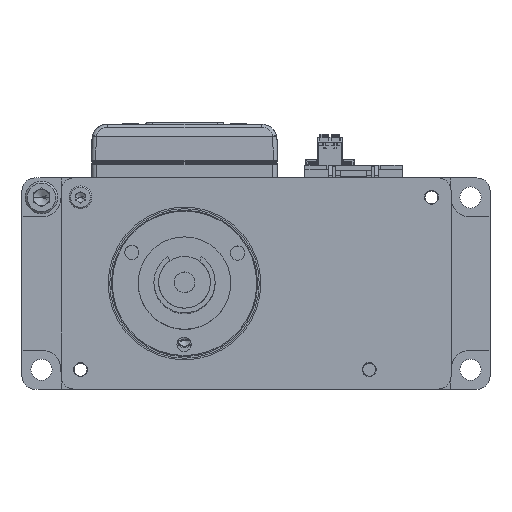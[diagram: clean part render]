
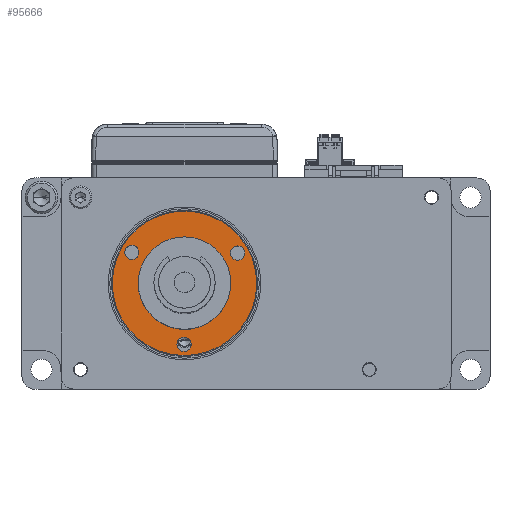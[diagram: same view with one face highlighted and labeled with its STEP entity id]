
A CAD part, top view. The second image highlights one B-rep face of the part: STEP entity #95666.
In plain terms, the highlighted face is planar.
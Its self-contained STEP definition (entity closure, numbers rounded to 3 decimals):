
#328 = AXIS2_PLACEMENT_3D ( 'NONE', #64324, #84440, #128062 ) ;
#1382 = CARTESIAN_POINT ( 'NONE',  ( -22.225, 0., 66.04 ) ) ;
#2013 = CIRCLE ( 'NONE', #86705, 2.197 ) ;
#4791 = ORIENTED_EDGE ( 'NONE', *, *, #76583, .T. ) ;
#5441 = CIRCLE ( 'NONE', #80900, 2.197 ) ;
#7133 = VERTEX_POINT ( 'NONE', #13132 ) ;
#7749 = DIRECTION ( 'NONE',  ( 0., 0., 1. ) ) ;
#8813 = EDGE_CURVE ( 'NONE', #118844, #7133, #106375, .T. ) ;
#9281 = ORIENTED_EDGE ( 'NONE', *, *, #20082, .F. ) ;
#12399 = DIRECTION ( 'NONE',  ( 0., 0., 1. ) ) ;
#13132 = CARTESIAN_POINT ( 'NONE',  ( -14.224, 0., 66.04 ) ) ;
#15182 = EDGE_CURVE ( 'NONE', #118610, #105690, #5441, .T. ) ;
#18157 = CIRCLE ( 'NONE', #132517, 2.197 ) ;
#18172 = CARTESIAN_POINT ( 'NONE',  ( 16.278, 9.398, 66.04 ) ) ;
#19687 = AXIS2_PLACEMENT_3D ( 'NONE', #70187, #80252, #58057 ) ;
#20082 = EDGE_CURVE ( 'NONE', #7133, #118844, #76827, .T. ) ;
#23291 = ORIENTED_EDGE ( 'NONE', *, *, #128509, .T. ) ;
#23734 = CARTESIAN_POINT ( 'NONE',  ( -14.081, 9.398, 66.04 ) ) ;
#25243 = ORIENTED_EDGE ( 'NONE', *, *, #15182, .T. ) ;
#25939 = CARTESIAN_POINT ( 'NONE',  ( 0., -18.796, 66.04 ) ) ;
#26092 = VERTEX_POINT ( 'NONE', #73980 ) ;
#28183 = DIRECTION ( 'NONE',  ( 0., 0., -1. ) ) ;
#28860 = DIRECTION ( 'NONE',  ( 0., 0., -1. ) ) ;
#30562 = FACE_BOUND ( 'NONE', #138141, .T. ) ;
#30887 = AXIS2_PLACEMENT_3D ( 'NONE', #129119, #28183, #61901 ) ;
#33603 = CARTESIAN_POINT ( 'NONE',  ( 0., -18.796, 66.04 ) ) ;
#34291 = EDGE_LOOP ( 'NONE', ( #76498, #9281 ) ) ;
#36032 = CARTESIAN_POINT ( 'NONE',  ( -2.197, -18.796, 66.04 ) ) ;
#43023 = VERTEX_POINT ( 'NONE', #48658 ) ;
#45060 = DIRECTION ( 'NONE',  ( 0., 0., 1. ) ) ;
#48658 = CARTESIAN_POINT ( 'NONE',  ( 14.081, 9.398, 66.04 ) ) ;
#50663 = CARTESIAN_POINT ( 'NONE',  ( 0., 0., 66.04 ) ) ;
#53262 = CIRCLE ( 'NONE', #62500, 22.225 ) ;
#54685 = DIRECTION ( 'NONE',  ( -1., 0., 0. ) ) ;
#56285 = EDGE_CURVE ( 'NONE', #92216, #43023, #137462, .T. ) ;
#57497 = DIRECTION ( 'NONE',  ( 0., 0., 1. ) ) ;
#58057 = DIRECTION ( 'NONE',  ( 1., 0., 0. ) ) ;
#61853 = DIRECTION ( 'NONE',  ( -1., 0., 0. ) ) ;
#61901 = DIRECTION ( 'NONE',  ( 1., 0., 0. ) ) ;
#62500 = AXIS2_PLACEMENT_3D ( 'NONE', #87441, #28860, #72576 ) ;
#63833 = ORIENTED_EDGE ( 'NONE', *, *, #69237, .T. ) ;
#64324 = CARTESIAN_POINT ( 'NONE',  ( 0., 0., 66.04 ) ) ;
#67919 = ORIENTED_EDGE ( 'NONE', *, *, #116731, .T. ) ;
#69237 = EDGE_CURVE ( 'NONE', #123301, #95498, #132931, .T. ) ;
#69514 = CIRCLE ( 'NONE', #117549, 2.197 ) ;
#70187 = CARTESIAN_POINT ( 'NONE',  ( 0., 0., 66.04 ) ) ;
#72167 = DIRECTION ( 'NONE',  ( 0., -1., 0. ) ) ;
#72576 = DIRECTION ( 'NONE',  ( -1., 0., 0. ) ) ;
#73980 = CARTESIAN_POINT ( 'NONE',  ( 2.197, -18.796, 66.04 ) ) ;
#74034 = DIRECTION ( 'NONE',  ( 0., 0., 1. ) ) ;
#76498 = ORIENTED_EDGE ( 'NONE', *, *, #8813, .F. ) ;
#76583 = EDGE_CURVE ( 'NONE', #84845, #26092, #2013, .T. ) ;
#76827 = CIRCLE ( 'NONE', #19687, 14.224 ) ;
#77041 = CIRCLE ( 'NONE', #134228, 2.197 ) ;
#77067 = ORIENTED_EDGE ( 'NONE', *, *, #56285, .T. ) ;
#80252 = DIRECTION ( 'NONE',  ( 0., 0., -1. ) ) ;
#80900 = AXIS2_PLACEMENT_3D ( 'NONE', #82961, #7749, #82272 ) ;
#82272 = DIRECTION ( 'NONE',  ( -1., 0., 0. ) ) ;
#82961 = CARTESIAN_POINT ( 'NONE',  ( -16.278, 9.398, 66.04 ) ) ;
#84440 = DIRECTION ( 'NONE',  ( 0., 0., -1. ) ) ;
#84845 = VERTEX_POINT ( 'NONE', #36032 ) ;
#86705 = AXIS2_PLACEMENT_3D ( 'NONE', #33603, #45060, #98818 ) ;
#87441 = CARTESIAN_POINT ( 'NONE',  ( 0., 0., 66.04 ) ) ;
#90280 = ORIENTED_EDGE ( 'NONE', *, *, #135035, .T. ) ;
#90911 = ORIENTED_EDGE ( 'NONE', *, *, #107481, .T. ) ;
#91924 = CARTESIAN_POINT ( 'NONE',  ( 14.224, 0., 66.04 ) ) ;
#92216 = VERTEX_POINT ( 'NONE', #114804 ) ;
#92323 = EDGE_LOOP ( 'NONE', ( #23291, #63833 ) ) ;
#94886 = CARTESIAN_POINT ( 'NONE',  ( -18.475, 9.398, 66.04 ) ) ;
#95498 = VERTEX_POINT ( 'NONE', #1382 ) ;
#95666 = ADVANCED_FACE ( 'NONE', ( #105829, #30562, #106529, #117957, #127296 ), #115142, .T. ) ;
#98299 = AXIS2_PLACEMENT_3D ( 'NONE', #50663, #126592, #72167 ) ;
#98599 = AXIS2_PLACEMENT_3D ( 'NONE', #18172, #137003, #61853 ) ;
#98818 = DIRECTION ( 'NONE',  ( -1., 0., 0. ) ) ;
#101864 = DIRECTION ( 'NONE',  ( -1., 0., 0. ) ) ;
#103352 = CARTESIAN_POINT ( 'NONE',  ( 22.225, 0., 66.04 ) ) ;
#104684 = EDGE_LOOP ( 'NONE', ( #4791, #90280 ) ) ;
#105690 = VERTEX_POINT ( 'NONE', #23734 ) ;
#105829 = FACE_BOUND ( 'NONE', #34291, .T. ) ;
#106375 = CIRCLE ( 'NONE', #30887, 14.224 ) ;
#106529 = FACE_BOUND ( 'NONE', #111921, .T. ) ;
#107481 = EDGE_CURVE ( 'NONE', #43023, #92216, #69514, .T. ) ;
#107692 = DIRECTION ( 'NONE',  ( -1., 0., 0. ) ) ;
#109095 = CARTESIAN_POINT ( 'NONE',  ( 16.278, 9.398, 66.04 ) ) ;
#111921 = EDGE_LOOP ( 'NONE', ( #90911, #77067 ) ) ;
#114804 = CARTESIAN_POINT ( 'NONE',  ( 18.475, 9.398, 66.04 ) ) ;
#115142 = PLANE ( 'NONE',  #98299 ) ;
#116731 = EDGE_CURVE ( 'NONE', #105690, #118610, #77041, .T. ) ;
#117549 = AXIS2_PLACEMENT_3D ( 'NONE', #109095, #12399, #54685 ) ;
#117957 = FACE_BOUND ( 'NONE', #104684, .T. ) ;
#118423 = CARTESIAN_POINT ( 'NONE',  ( -16.278, 9.398, 66.04 ) ) ;
#118610 = VERTEX_POINT ( 'NONE', #94886 ) ;
#118844 = VERTEX_POINT ( 'NONE', #91924 ) ;
#123301 = VERTEX_POINT ( 'NONE', #103352 ) ;
#126592 = DIRECTION ( 'NONE',  ( 0., 0., -1. ) ) ;
#127296 = FACE_OUTER_BOUND ( 'NONE', #92323, .T. ) ;
#128062 = DIRECTION ( 'NONE',  ( -1., 0., 0. ) ) ;
#128509 = EDGE_CURVE ( 'NONE', #95498, #123301, #53262, .T. ) ;
#129119 = CARTESIAN_POINT ( 'NONE',  ( 0., 0., 66.04 ) ) ;
#132517 = AXIS2_PLACEMENT_3D ( 'NONE', #25939, #57497, #101864 ) ;
#132931 = CIRCLE ( 'NONE', #328, 22.225 ) ;
#134228 = AXIS2_PLACEMENT_3D ( 'NONE', #118423, #74034, #107692 ) ;
#135035 = EDGE_CURVE ( 'NONE', #26092, #84845, #18157, .T. ) ;
#137003 = DIRECTION ( 'NONE',  ( 0., 0., 1. ) ) ;
#137462 = CIRCLE ( 'NONE', #98599, 2.197 ) ;
#138141 = EDGE_LOOP ( 'NONE', ( #25243, #67919 ) ) ;
